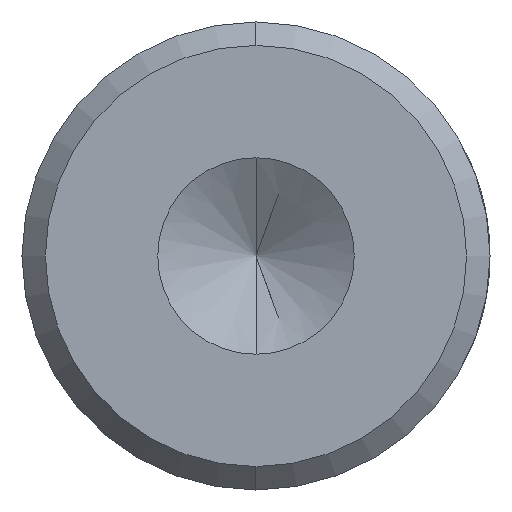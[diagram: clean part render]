
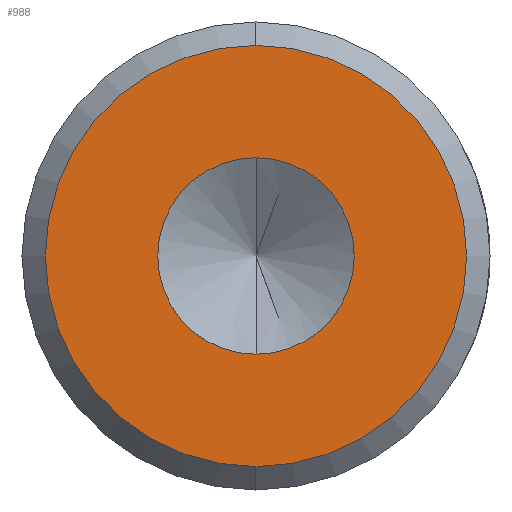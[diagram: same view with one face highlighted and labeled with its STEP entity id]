
A CAD part, left-side view. The second image highlights one B-rep face of the part: STEP entity #988.
In plain terms, the highlighted planar face has unit normal (-1, 0, 0).
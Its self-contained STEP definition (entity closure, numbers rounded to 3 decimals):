
#32 = DIRECTION ( 'NONE',  ( 0., 0., 1. ) ) ;
#90 = DIRECTION ( 'NONE',  ( -1., 0., 0. ) ) ;
#123 = EDGE_CURVE ( 'NONE', #962, #1228, #1215, .T. ) ;
#127 = DIRECTION ( 'NONE',  ( -1., 0., 0. ) ) ;
#169 = EDGE_LOOP ( 'NONE', ( #788, #1043 ) ) ;
#281 = CIRCLE ( 'NONE', #355, 4.501 ) ;
#288 = CARTESIAN_POINT ( 'NONE',  ( 0., 0., 0. ) ) ;
#290 = AXIS2_PLACEMENT_3D ( 'NONE', #1122, #1023, #32 ) ;
#348 = CARTESIAN_POINT ( 'NONE',  ( 0., 0., 0. ) ) ;
#355 = AXIS2_PLACEMENT_3D ( 'NONE', #288, #969, #388 ) ;
#388 = DIRECTION ( 'NONE',  ( 0., 0., 1. ) ) ;
#414 = EDGE_CURVE ( 'NONE', #794, #672, #281, .T. ) ;
#446 = DIRECTION ( 'NONE',  ( 0., 0., 1. ) ) ;
#449 = CARTESIAN_POINT ( 'NONE',  ( 0., 0., -4.501 ) ) ;
#497 = FACE_BOUND ( 'NONE', #1109, .T. ) ;
#529 = ORIENTED_EDGE ( 'NONE', *, *, #123, .F. ) ;
#608 = CARTESIAN_POINT ( 'NONE',  ( 0., 0., 2.1 ) ) ;
#648 = PLANE ( 'NONE',  #290 ) ;
#672 = VERTEX_POINT ( 'NONE', #449 ) ;
#706 = CARTESIAN_POINT ( 'NONE',  ( 0., 0., 0. ) ) ;
#737 = CARTESIAN_POINT ( 'NONE',  ( 0., 0., 0. ) ) ;
#773 = FACE_OUTER_BOUND ( 'NONE', #169, .T. ) ;
#788 = ORIENTED_EDGE ( 'NONE', *, *, #902, .T. ) ;
#794 = VERTEX_POINT ( 'NONE', #1089 ) ;
#803 = DIRECTION ( 'NONE',  ( 0., 0., 1. ) ) ;
#832 = DIRECTION ( 'NONE',  ( 0., 0., 1. ) ) ;
#902 = EDGE_CURVE ( 'NONE', #672, #794, #1154, .T. ) ;
#923 = CARTESIAN_POINT ( 'NONE',  ( 0., 0., -2.1 ) ) ;
#941 = EDGE_CURVE ( 'NONE', #1228, #962, #1049, .T. ) ;
#962 = VERTEX_POINT ( 'NONE', #923 ) ;
#969 = DIRECTION ( 'NONE',  ( -1., 0., 0. ) ) ;
#988 = ADVANCED_FACE ( 'NONE', ( #773, #497 ), #648, .T. ) ;
#1016 = DIRECTION ( 'NONE',  ( -1., 0., 0. ) ) ;
#1023 = DIRECTION ( 'NONE',  ( -1., 0., 0. ) ) ;
#1030 = ORIENTED_EDGE ( 'NONE', *, *, #941, .F. ) ;
#1043 = ORIENTED_EDGE ( 'NONE', *, *, #414, .T. ) ;
#1049 = CIRCLE ( 'NONE', #1219, 2.1 ) ;
#1089 = CARTESIAN_POINT ( 'NONE',  ( 0., 0., 4.501 ) ) ;
#1096 = AXIS2_PLACEMENT_3D ( 'NONE', #737, #127, #832 ) ;
#1109 = EDGE_LOOP ( 'NONE', ( #1030, #529 ) ) ;
#1122 = CARTESIAN_POINT ( 'NONE',  ( 0., 0., 0. ) ) ;
#1154 = CIRCLE ( 'NONE', #1096, 4.501 ) ;
#1215 = CIRCLE ( 'NONE', #1225, 2.1 ) ;
#1219 = AXIS2_PLACEMENT_3D ( 'NONE', #348, #1016, #446 ) ;
#1225 = AXIS2_PLACEMENT_3D ( 'NONE', #706, #90, #803 ) ;
#1228 = VERTEX_POINT ( 'NONE', #608 ) ;
